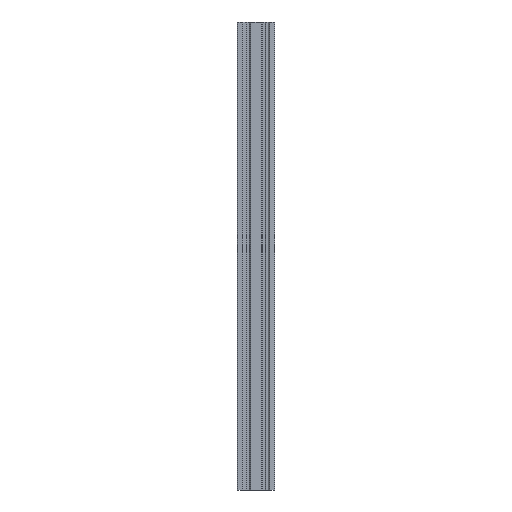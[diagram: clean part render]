
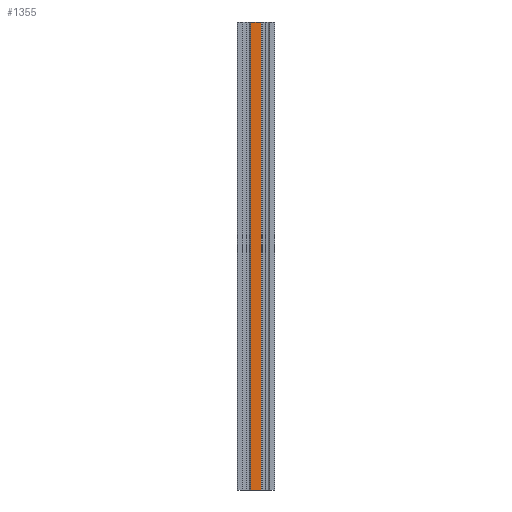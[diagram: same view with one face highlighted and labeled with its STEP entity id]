
A CAD part, left-side view. The second image highlights one B-rep face of the part: STEP entity #1355.
In plain terms, the highlighted planar face has unit normal (-1, 0, 0).
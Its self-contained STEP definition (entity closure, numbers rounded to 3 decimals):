
#140 = EDGE_CURVE ( 'NONE', #398, #3379, #1240, .T. ) ;
#199 = CARTESIAN_POINT ( 'NONE',  ( -10., -5.42, 500. ) ) ;
#293 = PLANE ( 'NONE',  #895 ) ;
#306 = ORIENTED_EDGE ( 'NONE', *, *, #3241, .F. ) ;
#398 = VERTEX_POINT ( 'NONE', #2066 ) ;
#401 = VECTOR ( 'NONE', #3822, 1000. ) ;
#436 = VECTOR ( 'NONE', #3459, 1000. ) ;
#511 = DIRECTION ( 'NONE',  ( 0., 0., -1. ) ) ;
#554 = LINE ( 'NONE', #1442, #2859 ) ;
#615 = DIRECTION ( 'NONE',  ( 0., 0., 1. ) ) ;
#827 = DIRECTION ( 'NONE',  ( 0., 0., -1. ) ) ;
#895 = AXIS2_PLACEMENT_3D ( 'NONE', #3290, #2432, #615 ) ;
#1092 = ORIENTED_EDGE ( 'NONE', *, *, #2152, .T. ) ;
#1240 = LINE ( 'NONE', #3842, #401 ) ;
#1275 = VERTEX_POINT ( 'NONE', #2227 ) ;
#1329 = VERTEX_POINT ( 'NONE', #2978 ) ;
#1355 = ADVANCED_FACE ( 'NONE', ( #2224 ), #293, .T. ) ;
#1442 = CARTESIAN_POINT ( 'NONE',  ( -10., 5.42, 500. ) ) ;
#1496 = EDGE_LOOP ( 'NONE', ( #3470, #306, #1875, #1092 ) ) ;
#1632 = LINE ( 'NONE', #199, #3861 ) ;
#1875 = ORIENTED_EDGE ( 'NONE', *, *, #2670, .T. ) ;
#2066 = CARTESIAN_POINT ( 'NONE',  ( -10., -5.42, 0. ) ) ;
#2085 = LINE ( 'NONE', #2870, #436 ) ;
#2152 = EDGE_CURVE ( 'NONE', #1275, #3379, #554, .T. ) ;
#2224 = FACE_OUTER_BOUND ( 'NONE', #1496, .T. ) ;
#2227 = CARTESIAN_POINT ( 'NONE',  ( -10., 5.42, 500. ) ) ;
#2432 = DIRECTION ( 'NONE',  ( -1., 0., 0. ) ) ;
#2670 = EDGE_CURVE ( 'NONE', #1329, #1275, #2085, .T. ) ;
#2859 = VECTOR ( 'NONE', #827, 1000. ) ;
#2870 = CARTESIAN_POINT ( 'NONE',  ( -10., 0., 500. ) ) ;
#2978 = CARTESIAN_POINT ( 'NONE',  ( -10., -5.42, 500. ) ) ;
#3241 = EDGE_CURVE ( 'NONE', #1329, #398, #1632, .T. ) ;
#3290 = CARTESIAN_POINT ( 'NONE',  ( -10., 0., 500. ) ) ;
#3379 = VERTEX_POINT ( 'NONE', #3552 ) ;
#3459 = DIRECTION ( 'NONE',  ( 0., 1., 0. ) ) ;
#3470 = ORIENTED_EDGE ( 'NONE', *, *, #140, .F. ) ;
#3552 = CARTESIAN_POINT ( 'NONE',  ( -10., 5.42, 0. ) ) ;
#3822 = DIRECTION ( 'NONE',  ( 0., 1., 0. ) ) ;
#3842 = CARTESIAN_POINT ( 'NONE',  ( -10., 0., 0. ) ) ;
#3861 = VECTOR ( 'NONE', #511, 1000. ) ;
